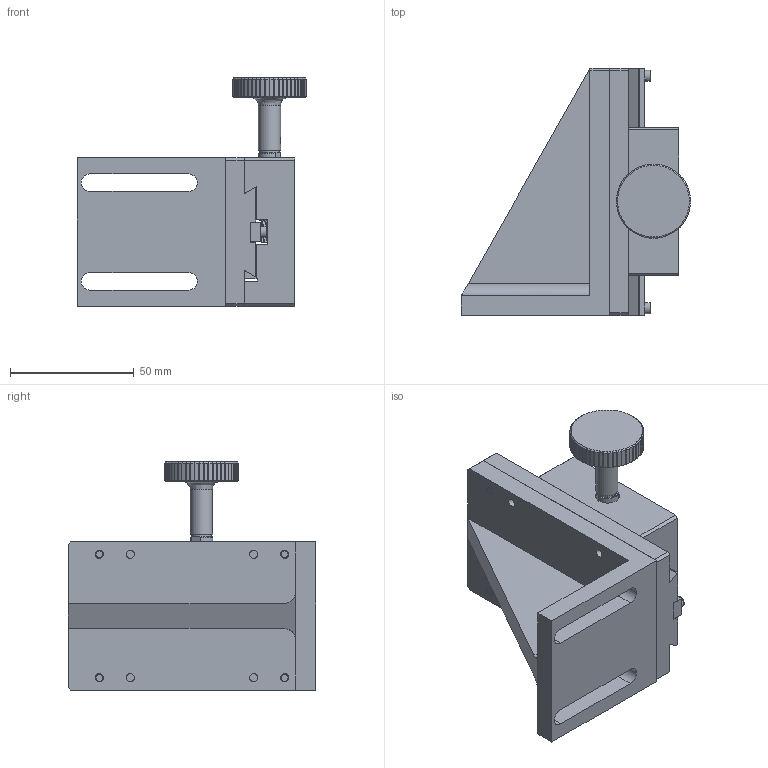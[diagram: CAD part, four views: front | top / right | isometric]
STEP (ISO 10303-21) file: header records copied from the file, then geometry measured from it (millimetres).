
FILE_DESCRIPTION (( 'STEP AP203' ), '1' );
FILE_NAME ('528771.STEP', '2024-10-15T01:39:31', ( 'Windows User' ), ( 'P R C' ), 'SwSTEP 2.0', 'SolidWorks 2020', '' );
FILE_SCHEMA (( 'CONFIG_CONTROL_DESIGN' ));
Products named in the file (1): 528771
Bounding box: 92.73 x 100 x 92.4 mm (x, y, z)
Volume: 218972.4 mm3; surface area: 70222.7 mm2
Topology: 18 solids, 18 shells, 662 faces, 1546 edges, 934 vertices
Faces by surface type: plane 338, cylinder 142, cone 142, bspline 40
Full cylindrical faces by diameter (mm): 2.05 x3, 2.5 x13, 2.9 x3, 3 x4, 3.3 x23, 4 x2, 4.1 x2, 4.5 x4, 5 x5, 5.5 x4, 6 x4, 7.4 x1, 8 x4, 9 x2, 10 x1
Entity records: 102502 total; most frequent: CARTESIAN_POINT 88617, ORIENTED_EDGE 2762, DIRECTION 2747, EDGE_CURVE 1381, AXIS2_PLACEMENT_3D 1078, VERTEX_POINT 894, EDGE_LOOP 867, FACE_OUTER_BOUND 744
